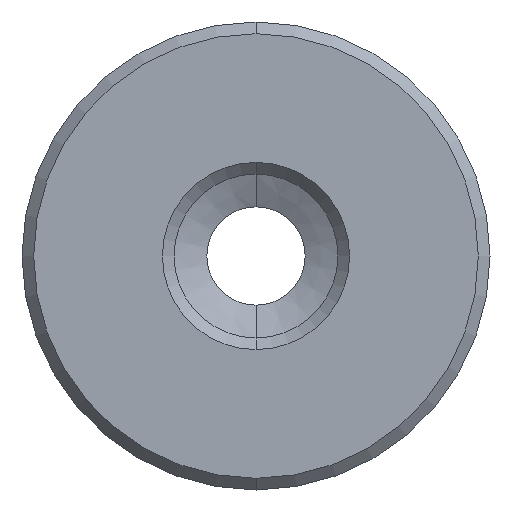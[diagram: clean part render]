
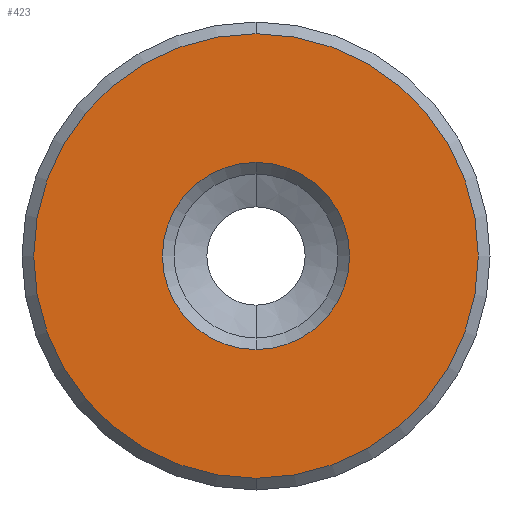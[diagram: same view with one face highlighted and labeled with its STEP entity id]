
A CAD part, front view. The second image highlights one B-rep face of the part: STEP entity #423.
In plain terms, the highlighted planar face has unit normal (0, -1, 0).
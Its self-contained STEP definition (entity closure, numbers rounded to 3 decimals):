
#31 = DIRECTION ( 'NONE',  ( 0., 0., -1. ) ) ;
#32 = CARTESIAN_POINT ( 'NONE',  ( 0., 0., -9.5 ) ) ;
#38 = ORIENTED_EDGE ( 'NONE', *, *, #656, .F. ) ;
#42 = CIRCLE ( 'NONE', #491, 9.5 ) ;
#58 = CARTESIAN_POINT ( 'NONE',  ( 0., 0., 0. ) ) ;
#61 = AXIS2_PLACEMENT_3D ( 'NONE', #114, #352, #563 ) ;
#98 = CIRCLE ( 'NONE', #188, 4. ) ;
#113 = DIRECTION ( 'NONE',  ( 0., -1., 0. ) ) ;
#114 = CARTESIAN_POINT ( 'NONE',  ( 0., 0., 0. ) ) ;
#170 = FACE_OUTER_BOUND ( 'NONE', #535, .T. ) ;
#173 = CIRCLE ( 'NONE', #577, 4. ) ;
#188 = AXIS2_PLACEMENT_3D ( 'NONE', #384, #333, #31 ) ;
#255 = CARTESIAN_POINT ( 'NONE',  ( 0., 0., 4. ) ) ;
#264 = CIRCLE ( 'NONE', #61, 9.5 ) ;
#265 = VERTEX_POINT ( 'NONE', #449 ) ;
#274 = VERTEX_POINT ( 'NONE', #255 ) ;
#300 = VERTEX_POINT ( 'NONE', #304 ) ;
#304 = CARTESIAN_POINT ( 'NONE',  ( 0., 0., -4. ) ) ;
#310 = DIRECTION ( 'NONE',  ( 0., 0., 1. ) ) ;
#313 = DIRECTION ( 'NONE',  ( 0., -1., 0. ) ) ;
#314 = EDGE_CURVE ( 'NONE', #470, #265, #264, .T. ) ;
#333 = DIRECTION ( 'NONE',  ( 0., -1., 0. ) ) ;
#352 = DIRECTION ( 'NONE',  ( 0., -1., 0. ) ) ;
#369 = EDGE_CURVE ( 'NONE', #265, #470, #42, .T. ) ;
#370 = ORIENTED_EDGE ( 'NONE', *, *, #314, .T. ) ;
#384 = CARTESIAN_POINT ( 'NONE',  ( 0., 0., 0. ) ) ;
#423 = ADVANCED_FACE ( 'NONE', ( #553, #170 ), #569, .F. ) ;
#449 = CARTESIAN_POINT ( 'NONE',  ( 0., 0., 9.5 ) ) ;
#457 = DIRECTION ( 'NONE',  ( 0., 0., -1. ) ) ;
#461 = CARTESIAN_POINT ( 'NONE',  ( 0., 0., 0. ) ) ;
#470 = VERTEX_POINT ( 'NONE', #32 ) ;
#480 = ORIENTED_EDGE ( 'NONE', *, *, #369, .T. ) ;
#491 = AXIS2_PLACEMENT_3D ( 'NONE', #58, #313, #457 ) ;
#512 = EDGE_LOOP ( 'NONE', ( #518, #38 ) ) ;
#518 = ORIENTED_EDGE ( 'NONE', *, *, #592, .F. ) ;
#535 = EDGE_LOOP ( 'NONE', ( #480, #370 ) ) ;
#549 = AXIS2_PLACEMENT_3D ( 'NONE', #561, #613, #310 ) ;
#553 = FACE_BOUND ( 'NONE', #512, .T. ) ;
#561 = CARTESIAN_POINT ( 'NONE',  ( -9.5, 0., 0. ) ) ;
#563 = DIRECTION ( 'NONE',  ( 0., 0., -1. ) ) ;
#569 = PLANE ( 'NONE',  #549 ) ;
#577 = AXIS2_PLACEMENT_3D ( 'NONE', #461, #113, #619 ) ;
#592 = EDGE_CURVE ( 'NONE', #300, #274, #173, .T. ) ;
#613 = DIRECTION ( 'NONE',  ( 0., 1., 0. ) ) ;
#619 = DIRECTION ( 'NONE',  ( 0., 0., -1. ) ) ;
#656 = EDGE_CURVE ( 'NONE', #274, #300, #98, .T. ) ;
